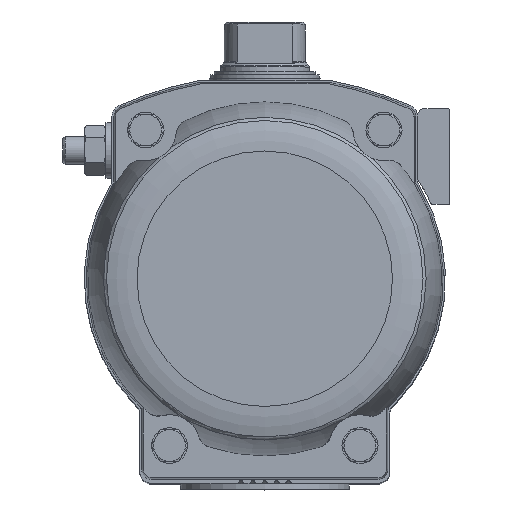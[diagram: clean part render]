
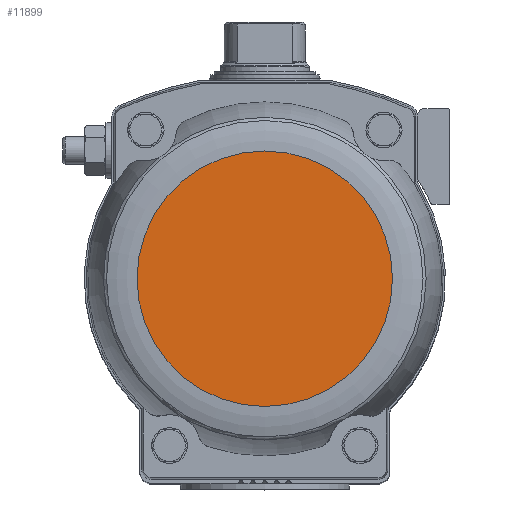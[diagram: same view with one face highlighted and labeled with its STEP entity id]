
A CAD part, top view. The second image highlights one B-rep face of the part: STEP entity #11899.
In plain terms, the highlighted planar face has unit normal (0, 0, 1).
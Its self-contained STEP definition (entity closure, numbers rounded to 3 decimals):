
#505=PLANE('',#13399);
#4145=ORIENTED_EDGE('',*,*,#6693,.T.);
#6693=EDGE_CURVE('',#8129,#8129,#8950,.T.);
#8129=VERTEX_POINT('',#20289);
#8950=CIRCLE('',#13398,64.36);
#9737=EDGE_LOOP('',(#4145));
#10800=FACE_BOUND('',#9737,.T.);
#11899=ADVANCED_FACE('',(#10800),#505,.F.);
#13398=AXIS2_PLACEMENT_3D('',#20288,#16044,#16045);
#13399=AXIS2_PLACEMENT_3D('',#20290,#16046,#16047);
#16044=DIRECTION('',(0.,0.,1.));
#16045=DIRECTION('',(1.,0.,0.));
#16046=DIRECTION('',(0.,0.,-1.));
#16047=DIRECTION('',(-1.,0.,0.));
#20288=CARTESIAN_POINT('',(0.,0.,214.15));
#20289=CARTESIAN_POINT('',(64.36,0.,214.15));
#20290=CARTESIAN_POINT('',(64.36,0.,214.15));
